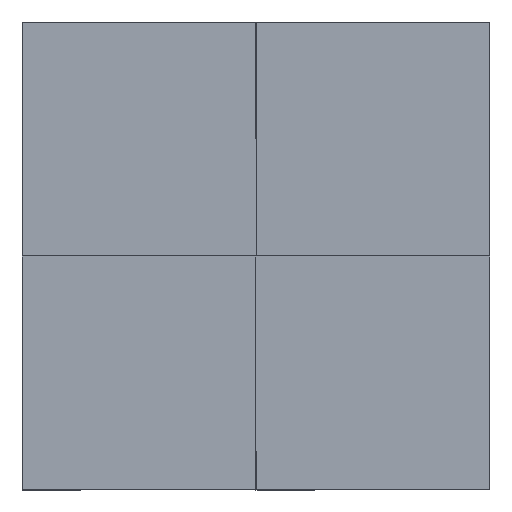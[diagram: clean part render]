
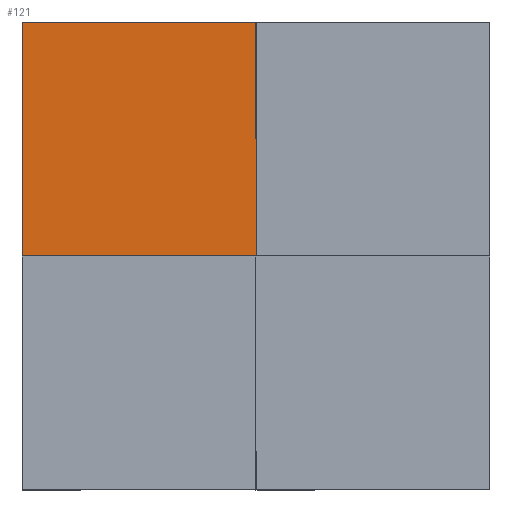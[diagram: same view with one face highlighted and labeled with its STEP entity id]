
A CAD part, top view. The second image highlights one B-rep face of the part: STEP entity #121.
In plain terms, the highlighted planar face has unit normal (0, 0, 1).
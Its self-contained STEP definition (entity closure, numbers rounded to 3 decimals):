
#35=FACE_OUTER_BOUND('',#41,.T.);
#41=EDGE_LOOP('',(#103,#104,#105,#106));
#45=LINE('',#219,#57);
#48=LINE('',#225,#60);
#51=LINE('',#231,#63);
#54=LINE('',#235,#66);
#57=VECTOR('',#182,10.);
#60=VECTOR('',#187,10.);
#63=VECTOR('',#192,10.);
#66=VECTOR('',#197,10.);
#69=VERTEX_POINT('',#216);
#70=VERTEX_POINT('',#218);
#72=VERTEX_POINT('',#224);
#74=VERTEX_POINT('',#230);
#77=EDGE_CURVE('',#70,#69,#45,.T.);
#80=EDGE_CURVE('',#72,#70,#48,.T.);
#83=EDGE_CURVE('',#74,#72,#51,.T.);
#86=EDGE_CURVE('',#69,#74,#54,.T.);
#103=ORIENTED_EDGE('',*,*,#86,.T.);
#104=ORIENTED_EDGE('',*,*,#83,.T.);
#105=ORIENTED_EDGE('',*,*,#80,.T.);
#106=ORIENTED_EDGE('',*,*,#77,.T.);
#115=PLANE('',#168);
#121=ADVANCED_FACE('',(#35),#115,.T.);
#168=AXIS2_PLACEMENT_3D('',#236,#198,#199);
#182=DIRECTION('',(1.,0.,0.));
#187=DIRECTION('',(0.,-1.,0.));
#192=DIRECTION('',(-1.,0.,0.));
#197=DIRECTION('',(0.,1.,0.));
#198=DIRECTION('center_axis',(0.,0.,1.));
#199=DIRECTION('ref_axis',(1.,0.,0.));
#216=CARTESIAN_POINT('',(1000.,0.,10.));
#218=CARTESIAN_POINT('',(0.,0.,10.));
#219=CARTESIAN_POINT('',(1000.,0.,10.));
#224=CARTESIAN_POINT('',(0.,1000.,10.));
#225=CARTESIAN_POINT('',(0.,0.,10.));
#230=CARTESIAN_POINT('',(1000.,1000.,10.));
#231=CARTESIAN_POINT('',(0.,1000.,10.));
#235=CARTESIAN_POINT('',(1000.,1000.,10.));
#236=CARTESIAN_POINT('Origin',(500.,500.,10.));
